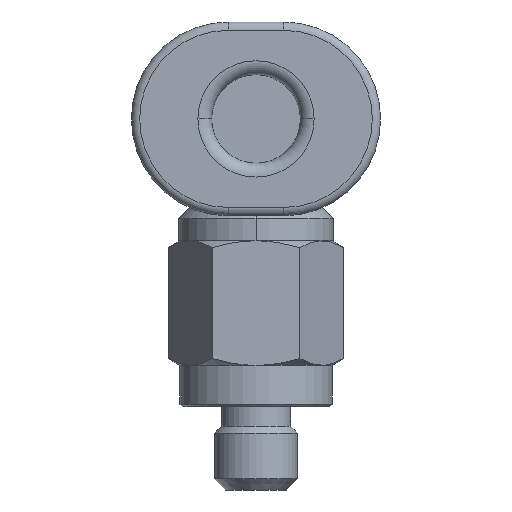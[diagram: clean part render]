
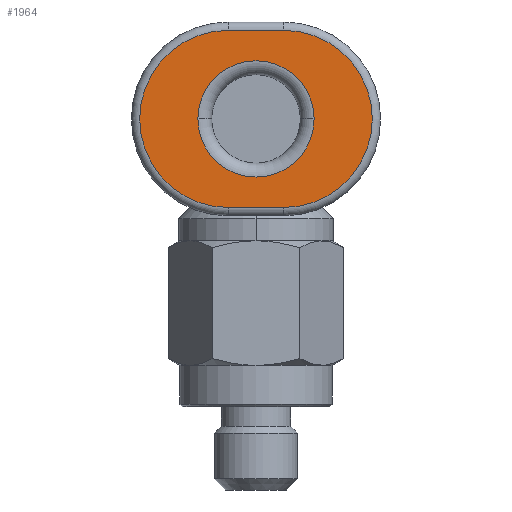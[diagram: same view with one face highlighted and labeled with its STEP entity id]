
A CAD part, front view. The second image highlights one B-rep face of the part: STEP entity #1964.
In plain terms, the highlighted planar face has unit normal (0, -1, 0).
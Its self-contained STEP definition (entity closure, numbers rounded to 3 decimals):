
#1344=CARTESIAN_POINT('',(2.1,-10.55,4.95));
#1345=VERTEX_POINT('',#1344);
#1353=CARTESIAN_POINT('',(-2.1,-10.55,4.95));
#1354=VERTEX_POINT('',#1353);
#1355=CARTESIAN_POINT('',(0.0,-10.55,4.95));
#1356=DIRECTION('',(0.0,-1.0,0.0));
#1357=DIRECTION('',(-1.0,0.0,0.0));
#1358=AXIS2_PLACEMENT_3D('',#1355,#1356,#1357);
#1359=CIRCLE('',#1358,2.1);
#1360=EDGE_CURVE('',#1345,#1354,#1359,.T.);
#1777=CARTESIAN_POINT('',(-1.0,-10.55,1.75));
#1778=VERTEX_POINT('',#1777);
#1779=CARTESIAN_POINT('',(-1.0,-10.55,8.15));
#1780=VERTEX_POINT('',#1779);
#1781=CARTESIAN_POINT('',(-1.0,-10.55,4.95));
#1782=DIRECTION('',(0.0,1.0,0.0));
#1783=DIRECTION('',(-1.0,0.0,0.0));
#1784=AXIS2_PLACEMENT_3D('',#1781,#1782,#1783);
#1785=CIRCLE('',#1784,3.2);
#1786=EDGE_CURVE('',#1778,#1780,#1785,.T.);
#1821=CARTESIAN_POINT('',(1.0,-10.55,8.15));
#1822=VERTEX_POINT('',#1821);
#1823=CARTESIAN_POINT('',(-1.0,-10.55,8.15));
#1824=DIRECTION('',(1.0,0.0,0.0));
#1825=VECTOR('',#1824,2.0);
#1826=LINE('',#1823,#1825);
#1827=EDGE_CURVE('',#1780,#1822,#1826,.T.);
#1861=CARTESIAN_POINT('',(1.0,-10.55,1.75));
#1862=VERTEX_POINT('',#1861);
#1870=CARTESIAN_POINT('',(1.0,-10.55,1.75));
#1871=DIRECTION('',(-1.0,0.0,0.0));
#1872=VECTOR('',#1871,2.0);
#1873=LINE('',#1870,#1872);
#1874=EDGE_CURVE('',#1862,#1778,#1873,.T.);
#1885=CARTESIAN_POINT('',(1.0,-10.55,4.95));
#1886=DIRECTION('',(0.0,1.0,0.0));
#1887=DIRECTION('',(1.0,0.0,0.0));
#1888=AXIS2_PLACEMENT_3D('',#1885,#1886,#1887);
#1889=CIRCLE('',#1888,3.2);
#1890=EDGE_CURVE('',#1822,#1862,#1889,.T.);
#1943=CARTESIAN_POINT('',(0.0,-10.55,4.95));
#1944=DIRECTION('',(0.0,1.0,0.0));
#1945=DIRECTION('',(1.0,0.0,0.0));
#1946=AXIS2_PLACEMENT_3D('',#1943,#1944,#1945);
#1947=PLANE('',#1946);
#1948=ORIENTED_EDGE('',*,*,#1786,.F.);
#1949=ORIENTED_EDGE('',*,*,#1874,.F.);
#1950=ORIENTED_EDGE('',*,*,#1890,.F.);
#1951=ORIENTED_EDGE('',*,*,#1827,.F.);
#1952=EDGE_LOOP('',(#1948,#1949,#1950,#1951));
#1953=FACE_OUTER_BOUND('',#1952,.T.);
#1954=ORIENTED_EDGE('',*,*,#1360,.F.);
#1955=CARTESIAN_POINT('',(0.0,-10.55,4.95));
#1956=DIRECTION('',(0.0,-1.0,0.0));
#1957=DIRECTION('',(-1.0,0.0,0.0));
#1958=AXIS2_PLACEMENT_3D('',#1955,#1956,#1957);
#1959=CIRCLE('',#1958,2.1);
#1960=EDGE_CURVE('',#1354,#1345,#1959,.T.);
#1961=ORIENTED_EDGE('',*,*,#1960,.F.);
#1962=EDGE_LOOP('',(#1954,#1961));
#1963=FACE_BOUND('',#1962,.T.);
#1964=ADVANCED_FACE('',(#1953,#1963),#1947,.F.);
